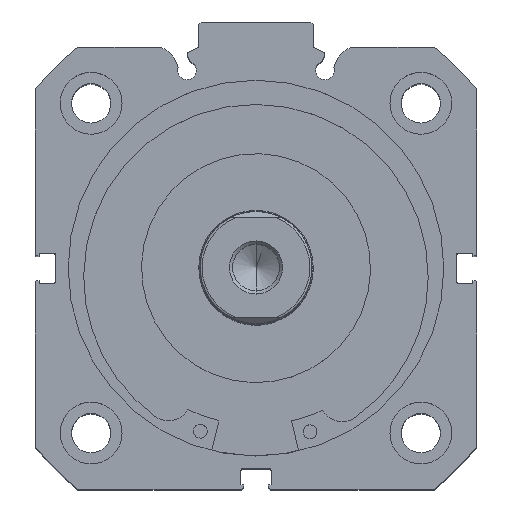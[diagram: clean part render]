
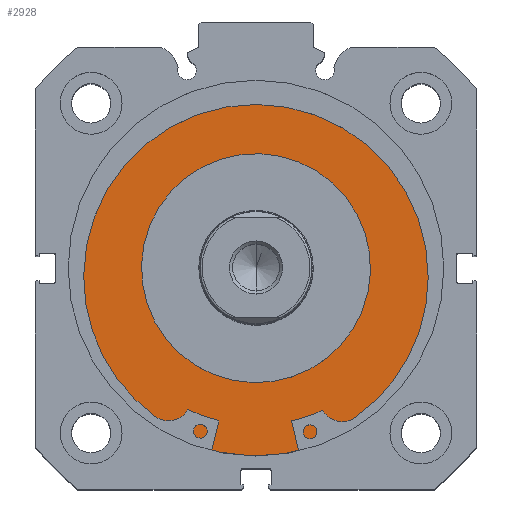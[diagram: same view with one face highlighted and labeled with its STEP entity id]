
A CAD part, top view. The second image highlights one B-rep face of the part: STEP entity #2928.
In plain terms, the highlighted face is planar.
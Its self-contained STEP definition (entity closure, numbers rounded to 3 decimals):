
#190 = EDGE_CURVE ( 'NONE', #869, #863, #2726, .T. ) ;
#191 = EDGE_CURVE ( 'NONE', #867, #868, #2688, .T. ) ;
#194 = EDGE_CURVE ( 'NONE', #863, #869, #2727, .T. ) ;
#195 = EDGE_CURVE ( 'NONE', #868, #867, #2702, .T. ) ;
#863 = VERTEX_POINT ( 'NONE', #5207 ) ;
#867 = VERTEX_POINT ( 'NONE', #5211 ) ;
#868 = VERTEX_POINT ( 'NONE', #5212 ) ;
#869 = VERTEX_POINT ( 'NONE', #5213 ) ;
#1107 = CARTESIAN_POINT ( 'NONE',  ( 4., 0., 0. ) ) ;
#1108 = DIRECTION ( 'NONE',  ( -1., 0., 0. ) ) ;
#1109 = DIRECTION ( 'NONE',  ( 0., 0., 1. ) ) ;
#1110 = CARTESIAN_POINT ( 'NONE',  ( 4., 0., 0. ) ) ;
#1111 = DIRECTION ( 'NONE',  ( -1., 0., 0. ) ) ;
#1112 = DIRECTION ( 'NONE',  ( 0., 0., 1. ) ) ;
#1114 = CARTESIAN_POINT ( 'NONE',  ( 4., 0., 0. ) ) ;
#1116 = CARTESIAN_POINT ( 'NONE',  ( 4., 0., 0. ) ) ;
#1119 = DIRECTION ( 'NONE',  ( -1., 0., 0. ) ) ;
#1120 = DIRECTION ( 'NONE',  ( 0., 0., 1. ) ) ;
#1122 = DIRECTION ( 'NONE',  ( -1., 0., 0. ) ) ;
#1123 = DIRECTION ( 'NONE',  ( 0., 0., 1. ) ) ;
#1883 = CARTESIAN_POINT ( 'NONE',  ( 4., 41., 0. ) ) ;
#1885 = PLANE ( 'NONE',  #4447 ) ;
#1887 = DIRECTION ( 'NONE',  ( 1., 0., 0. ) ) ;
#1889 = DIRECTION ( 'NONE',  ( 0., 0., -1. ) ) ;
#2688 = CIRCLE ( 'NONE', #6919, 41. ) ;
#2702 = CIRCLE ( 'NONE', #6911, 41. ) ;
#2726 = CIRCLE ( 'NONE', #6927, 25. ) ;
#2727 = CIRCLE ( 'NONE', #6922, 25. ) ;
#2928 = ADVANCED_FACE ( 'NONE', ( #4106, #4109 ), #1885, .F. ) ;
#4106 = FACE_BOUND ( 'NONE', #7124, .T. ) ;
#4109 = FACE_OUTER_BOUND ( 'NONE', #7091, .T. ) ;
#4447 = AXIS2_PLACEMENT_3D ( 'NONE', #1883, #1887, #1889 ) ;
#5207 = CARTESIAN_POINT ( 'NONE',  ( 4., 0., -25. ) ) ;
#5211 = CARTESIAN_POINT ( 'NONE',  ( 4., 0., -41. ) ) ;
#5212 = CARTESIAN_POINT ( 'NONE',  ( 4., 0., 41. ) ) ;
#5213 = CARTESIAN_POINT ( 'NONE',  ( 4., 0., 25. ) ) ;
#6727 = ORIENTED_EDGE ( 'NONE', *, *, #190, .F. ) ;
#6729 = ORIENTED_EDGE ( 'NONE', *, *, #194, .F. ) ;
#6804 = ORIENTED_EDGE ( 'NONE', *, *, #195, .T. ) ;
#6807 = ORIENTED_EDGE ( 'NONE', *, *, #191, .T. ) ;
#6911 = AXIS2_PLACEMENT_3D ( 'NONE', #1114, #1122, #1123 ) ;
#6919 = AXIS2_PLACEMENT_3D ( 'NONE', #1110, #1111, #1112 ) ;
#6922 = AXIS2_PLACEMENT_3D ( 'NONE', #1116, #1119, #1120 ) ;
#6927 = AXIS2_PLACEMENT_3D ( 'NONE', #1107, #1108, #1109 ) ;
#7091 = EDGE_LOOP ( 'NONE', ( #6804, #6807 ) ) ;
#7124 = EDGE_LOOP ( 'NONE', ( #6727, #6729 ) ) ;
